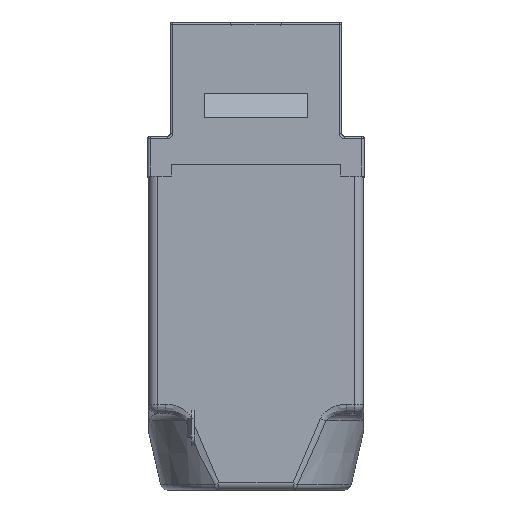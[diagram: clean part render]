
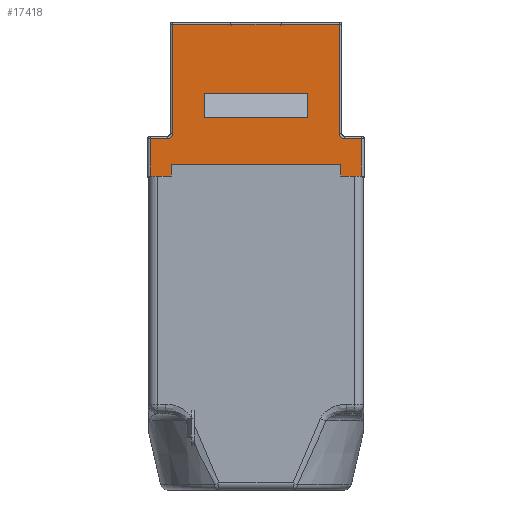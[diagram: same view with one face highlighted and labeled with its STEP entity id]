
A CAD part, front view. The second image highlights one B-rep face of the part: STEP entity #17418.
In plain terms, the highlighted planar face has unit normal (0, -1, 0).
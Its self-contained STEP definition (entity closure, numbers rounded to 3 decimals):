
#3626 = CARTESIAN_POINT ( 'NONE',  ( 8.4, -8., -13.2 ) ) ;
#3627 = PLANE ( 'NONE',  #28883 ) ;
#3632 = DIRECTION ( 'NONE',  ( 0., 1., 0. ) ) ;
#3633 = DIRECTION ( 'NONE',  ( 0., 0., 1. ) ) ;
#4000 = EDGE_CURVE ( 'NONE', #14328, #14329, #31765, .T. ) ;
#4229 = EDGE_CURVE ( 'NONE', #14397, #14411, #31941, .T. ) ;
#4231 = EDGE_CURVE ( 'NONE', #14410, #14397, #31936, .T. ) ;
#4233 = EDGE_CURVE ( 'NONE', #14410, #14417, #31933, .T. ) ;
#4235 = EDGE_CURVE ( 'NONE', #14417, #14411, #31944, .T. ) ;
#4237 = EDGE_CURVE ( 'NONE', #14403, #14418, #31942, .T. ) ;
#4240 = EDGE_CURVE ( 'NONE', #14418, #14329, #31953, .T. ) ;
#4242 = EDGE_CURVE ( 'NONE', #14328, #14414, #31950, .T. ) ;
#4244 = EDGE_CURVE ( 'NONE', #14414, #14421, #31955, .T. ) ;
#4246 = EDGE_CURVE ( 'NONE', #14419, #14421, #31946, .T. ) ;
#4248 = EDGE_CURVE ( 'NONE', #14419, #14423, #31959, .T. ) ;
#4250 = EDGE_CURVE ( 'NONE', #14423, #14424, #31958, .T. ) ;
#4252 = EDGE_CURVE ( 'NONE', #14424, #14425, #31961, .T. ) ;
#4255 = EDGE_CURVE ( 'NONE', #14403, #14425, #31956, .T. ) ;
#5452 = AXIS2_PLACEMENT_3D ( 'NONE', #28145, #28147, #28149 ) ;
#5455 = AXIS2_PLACEMENT_3D ( 'NONE', #28174, #28175, #28177 ) ;
#8543 = EDGE_LOOP ( 'NONE', ( #21778, #21779, #21780, #21781 ) ) ;
#8548 = EDGE_LOOP ( 'NONE', ( #21782, #21783, #21784, #21785, #21786, #21787, #21788, #21789, #21790, #21791 ) ) ;
#14328 = VERTEX_POINT ( 'NONE', #23462 ) ;
#14329 = VERTEX_POINT ( 'NONE', #23464 ) ;
#14397 = VERTEX_POINT ( 'NONE', #23587 ) ;
#14403 = VERTEX_POINT ( 'NONE', #23598 ) ;
#14410 = VERTEX_POINT ( 'NONE', #23610 ) ;
#14411 = VERTEX_POINT ( 'NONE', #23612 ) ;
#14414 = VERTEX_POINT ( 'NONE', #23617 ) ;
#14417 = VERTEX_POINT ( 'NONE', #23623 ) ;
#14418 = VERTEX_POINT ( 'NONE', #23624 ) ;
#14419 = VERTEX_POINT ( 'NONE', #23626 ) ;
#14421 = VERTEX_POINT ( 'NONE', #23630 ) ;
#14423 = VERTEX_POINT ( 'NONE', #23633 ) ;
#14424 = VERTEX_POINT ( 'NONE', #23635 ) ;
#14425 = VERTEX_POINT ( 'NONE', #23637 ) ;
#17418 = ADVANCED_FACE ( 'NONE', ( #30439, #30445 ), #3627, .F. ) ;
#21778 = ORIENTED_EDGE ( 'NONE', *, *, #4229, .F. ) ;
#21779 = ORIENTED_EDGE ( 'NONE', *, *, #4231, .F. ) ;
#21780 = ORIENTED_EDGE ( 'NONE', *, *, #4233, .T. ) ;
#21781 = ORIENTED_EDGE ( 'NONE', *, *, #4235, .T. ) ;
#21782 = ORIENTED_EDGE ( 'NONE', *, *, #4237, .T. ) ;
#21783 = ORIENTED_EDGE ( 'NONE', *, *, #4240, .T. ) ;
#21784 = ORIENTED_EDGE ( 'NONE', *, *, #4000, .F. ) ;
#21785 = ORIENTED_EDGE ( 'NONE', *, *, #4242, .T. ) ;
#21786 = ORIENTED_EDGE ( 'NONE', *, *, #4244, .T. ) ;
#21787 = ORIENTED_EDGE ( 'NONE', *, *, #4246, .F. ) ;
#21788 = ORIENTED_EDGE ( 'NONE', *, *, #4248, .T. ) ;
#21789 = ORIENTED_EDGE ( 'NONE', *, *, #4250, .T. ) ;
#21790 = ORIENTED_EDGE ( 'NONE', *, *, #4252, .T. ) ;
#21791 = ORIENTED_EDGE ( 'NONE', *, *, #4255, .F. ) ;
#23462 = CARTESIAN_POINT ( 'NONE',  ( 9., -8., -13.2 ) ) ;
#23464 = CARTESIAN_POINT ( 'NONE',  ( -9., -8., -13.2 ) ) ;
#23587 = CARTESIAN_POINT ( 'NONE',  ( 4.4, -8., -6.05 ) ) ;
#23598 = CARTESIAN_POINT ( 'NONE',  ( -7.5, -8., -9.9 ) ) ;
#23610 = CARTESIAN_POINT ( 'NONE',  ( 4.4, -8., -8.15 ) ) ;
#23612 = CARTESIAN_POINT ( 'NONE',  ( -4.4, -8., -6.05 ) ) ;
#23617 = CARTESIAN_POINT ( 'NONE',  ( 9., -8., -9.9 ) ) ;
#23623 = CARTESIAN_POINT ( 'NONE',  ( -4.4, -8., -8.15 ) ) ;
#23624 = CARTESIAN_POINT ( 'NONE',  ( -9., -8., -9.9 ) ) ;
#23626 = CARTESIAN_POINT ( 'NONE',  ( 7.1, -8., -9.5 ) ) ;
#23630 = CARTESIAN_POINT ( 'NONE',  ( 7.5, -8., -9.9 ) ) ;
#23633 = CARTESIAN_POINT ( 'NONE',  ( 7.1, -8., -0.2 ) ) ;
#23635 = CARTESIAN_POINT ( 'NONE',  ( -7.1, -8., -0.2 ) ) ;
#23637 = CARTESIAN_POINT ( 'NONE',  ( -7.1, -8., -9.5 ) ) ;
#28084 = CARTESIAN_POINT ( 'NONE',  ( 4.4, -8., -6.05 ) ) ;
#28093 = DIRECTION ( 'NONE',  ( -1., 0., 0. ) ) ;
#28095 = CARTESIAN_POINT ( 'NONE',  ( 4.4, -8., -6.05 ) ) ;
#28099 = DIRECTION ( 'NONE',  ( 0., 0., 1. ) ) ;
#28101 = CARTESIAN_POINT ( 'NONE',  ( 4.4, -8., -8.15 ) ) ;
#28103 = CARTESIAN_POINT ( 'NONE',  ( 8.4, -8., -9.9 ) ) ;
#28106 = DIRECTION ( 'NONE',  ( -1., 0., 0. ) ) ;
#28108 = CARTESIAN_POINT ( 'NONE',  ( -4.4, -8., -6.05 ) ) ;
#28112 = DIRECTION ( 'NONE',  ( 0., 0., 1. ) ) ;
#28115 = CARTESIAN_POINT ( 'NONE',  ( -9., -8., -13.2 ) ) ;
#28118 = DIRECTION ( 'NONE',  ( -1., 0., 0. ) ) ;
#28120 = DIRECTION ( 'NONE',  ( 0., 0., -1. ) ) ;
#28126 = CARTESIAN_POINT ( 'NONE',  ( 9., -8., -9.7 ) ) ;
#28128 = CARTESIAN_POINT ( 'NONE',  ( 7.3, -8., -9.9 ) ) ;
#28132 = DIRECTION ( 'NONE',  ( 0., 0., 1. ) ) ;
#28138 = DIRECTION ( 'NONE',  ( -1., 0., 0. ) ) ;
#28141 = CARTESIAN_POINT ( 'NONE',  ( 8.4, -8., -0.2 ) ) ;
#28144 = CARTESIAN_POINT ( 'NONE',  ( 7.1, -8., -13.2 ) ) ;
#28145 = CARTESIAN_POINT ( 'NONE',  ( 7.5, -8., -9.5 ) ) ;
#28147 = DIRECTION ( 'NONE',  ( 0., -1., 0. ) ) ;
#28149 = DIRECTION ( 'NONE',  ( 0., 0., 1. ) ) ;
#28152 = DIRECTION ( 'NONE',  ( 0., 0., 1. ) ) ;
#28154 = CARTESIAN_POINT ( 'NONE',  ( -7.1, -8., -13.2 ) ) ;
#28158 = DIRECTION ( 'NONE',  ( -1., 0., 0. ) ) ;
#28165 = DIRECTION ( 'NONE',  ( 0., 0., -1. ) ) ;
#28174 = CARTESIAN_POINT ( 'NONE',  ( -7.5, -8., -9.5 ) ) ;
#28175 = DIRECTION ( 'NONE',  ( 0., -1., 0. ) ) ;
#28177 = DIRECTION ( 'NONE',  ( 0., 0., 1. ) ) ;
#28723 = CARTESIAN_POINT ( 'NONE',  ( 8.4, -8., -13.2 ) ) ;
#28749 = DIRECTION ( 'NONE',  ( -1., 0., 0. ) ) ;
#28883 = AXIS2_PLACEMENT_3D ( 'NONE', #3626, #3632, #3633 ) ;
#30439 = FACE_BOUND ( 'NONE', #8543, .T. ) ;
#30445 = FACE_OUTER_BOUND ( 'NONE', #8548, .T. ) ;
#31765 = LINE ( 'NONE', #28723, #31766 ) ;
#31766 = VECTOR ( 'NONE', #28749, 1000. ) ;
#31933 = LINE ( 'NONE', #28101, #31947 ) ;
#31936 = LINE ( 'NONE', #28095, #31945 ) ;
#31941 = LINE ( 'NONE', #28084, #31943 ) ;
#31942 = LINE ( 'NONE', #28103, #31951 ) ;
#31943 = VECTOR ( 'NONE', #28093, 1000. ) ;
#31944 = LINE ( 'NONE', #28108, #31949 ) ;
#31945 = VECTOR ( 'NONE', #28099, 1000. ) ;
#31946 = CIRCLE ( 'NONE', #5452, 0.4 ) ;
#31947 = VECTOR ( 'NONE', #28106, 1000. ) ;
#31948 = VECTOR ( 'NONE', #28132, 1000. ) ;
#31949 = VECTOR ( 'NONE', #28112, 1000. ) ;
#31950 = LINE ( 'NONE', #28126, #31948 ) ;
#31951 = VECTOR ( 'NONE', #28118, 1000. ) ;
#31953 = LINE ( 'NONE', #28115, #31954 ) ;
#31954 = VECTOR ( 'NONE', #28120, 1000. ) ;
#31955 = LINE ( 'NONE', #28128, #31957 ) ;
#31956 = CIRCLE ( 'NONE', #5455, 0.4 ) ;
#31957 = VECTOR ( 'NONE', #28138, 1000. ) ;
#31958 = LINE ( 'NONE', #28141, #31962 ) ;
#31959 = LINE ( 'NONE', #28144, #31960 ) ;
#31960 = VECTOR ( 'NONE', #28152, 1000. ) ;
#31961 = LINE ( 'NONE', #28154, #31964 ) ;
#31962 = VECTOR ( 'NONE', #28158, 1000. ) ;
#31964 = VECTOR ( 'NONE', #28165, 1000. ) ;
